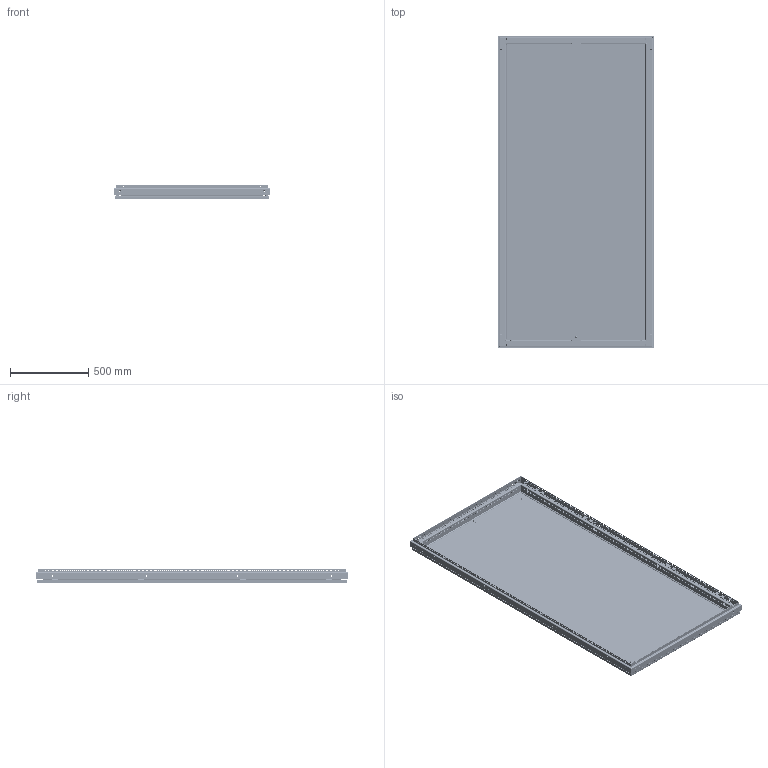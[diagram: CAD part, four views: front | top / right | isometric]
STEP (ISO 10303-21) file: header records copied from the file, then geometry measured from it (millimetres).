
FILE_DESCRIPTION (( 'STEP AP214' ), '1' );
FILE_NAME ('Ñâàðíàÿ ðàìà ñ çàäíåé ïàíåëüþ W1000H2000.STEP', '2024-08-14T06:28:02', ( '' ), ( '' ), 'SwSTEP 2.0', 'SolidWorks 2021', '' );
FILE_SCHEMA (( 'AUTOMOTIVE_DESIGN' ));
Length unit declared in the file: millimetre
Products named in the file (21): Çàäíÿÿ ïàíåëü ÑÁ W1000H2000; Áîêîâîé ïðîôèëü1 H2000; Ãîðèçîíòàëüíûé ïðîôèëü W1000; Ãîðèçîíòàëüíûé ïðîôèëü2 W1000; Áîáûøêà; Êðåïëåíèå çàäíåé ïàíåëè; Çàäíÿÿ ïàíåëü W1000H2000; Ñâàðíàÿ ðàìà W1000H2000; 600.000; Ãîðèçîíòàëüíûé ïðîôèëü1 W1000; Øïèëüêà ïðèâàðíàÿ Ì6õ16; Ñâàðíàÿ ðàìà ñ çàäíåé ïàíåëüþ W1000H2000; Âèíò Ì6õ16 ìåáåëüíûé; Âèíò Ì5õ10 ñ ïîëóêð. ãîëîâêîé; Áîêîâîé ïðîôèëü2 H2000; Ãàéêà êëåòüåâàÿ DIN 88109-Ì6-(1,7-2,5)-Zn ; Çàêëåïêà ðåçüáîâàÿ Ì6 øåñòèãðàííàÿ ñ óìåíüøåííûì áîðòîì; Áîêîâîé ïðîôèëü H2000; Ãàñêåòèíã çàäíåé ïàíåëè W1000H2000; 603.000; Çàêëåïêà ðåçüáîâàÿ Ì8 øåñòèãðàííàÿ ñ óìåíüøåííûì áîðòîì
Assembly tree (102 placements, depth 4):
  Ñâàðíàÿ ðàìà ñ çàäíåé ïàíåëüþ W1000H2000
    Ñâàðíàÿ ðàìà W1000H2000
      Ãîðèçîíòàëüíûé ïðîôèëü W1000  x2
        Ãîðèçîíòàëüíûé ïðîôèëü1 W1000
        Ãîðèçîíòàëüíûé ïðîôèëü2 W1000
        600.000
        Áîáûøêà
      Áîêîâîé ïðîôèëü H2000  x2
        Áîêîâîé ïðîôèëü1 H2000
        Áîêîâîé ïðîôèëü2 H2000
      Çàêëåïêà ðåçüáîâàÿ Ì8 øåñòèãðàííàÿ ñ óìåíüøåííûì áîðòîì  x8
      Çàêëåïêà ðåçüáîâàÿ Ì6 øåñòèãðàííàÿ ñ óìåíüøåííûì áîðòîì  x26
    Çàäíÿÿ ïàíåëü ÑÁ W1000H2000
      Çàäíÿÿ ïàíåëü W1000H2000
      Ãàñêåòèíã çàäíåé ïàíåëè W1000H2000
      Øïèëüêà ïðèâàðíàÿ Ì6õ16  x2
    Êðåïëåíèå çàäíåé ïàíåëè  x8
    603.000  x2
    Çàêëåïêà ðåçüáîâàÿ Ì6 øåñòèãðàííàÿ ñ óìåíüøåííûì áîðòîì  x2
    Âèíò Ì6õ16 ìåáåëüíûé  x26
    Ãàéêà êëåòüåâàÿ DIN 88109-Ì6-(1,7-2,5)-Zn   x8
    Âèíò Ì5õ10 ñ ïîëóêð. ãîëîâêîé  x4
Bounding box: 1001.2 x 1996 x 90.9 mm (x, y, z)
Volume: 6079644.6 mm3; surface area: 7071440.1 mm2
Topology: 104 solids, 104 shells, 9850 faces, 26372 edges, 16786 vertices
Faces by surface type: plane 5339, cylinder 3649, cone 516, bspline 282, torus 56, sphere 8
Entity records: 104099 total; most frequent: CARTESIAN_POINT 27174, ORIENTED_EDGE 15788, DIRECTION 14991, EDGE_CURVE 7894, VECTOR 5875, LINE 5875, VERTEX_POINT 5139, AXIS2_PLACEMENT_3D 4558
